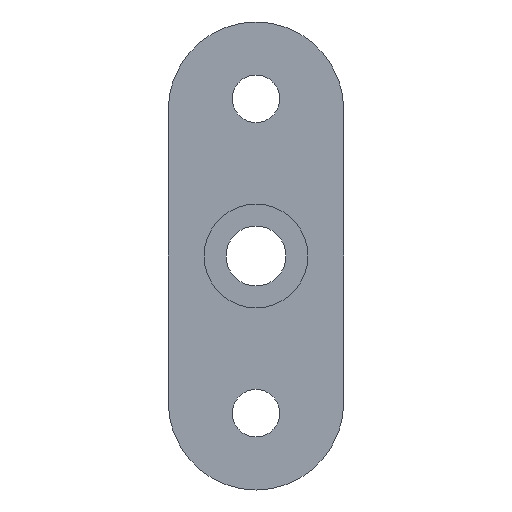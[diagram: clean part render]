
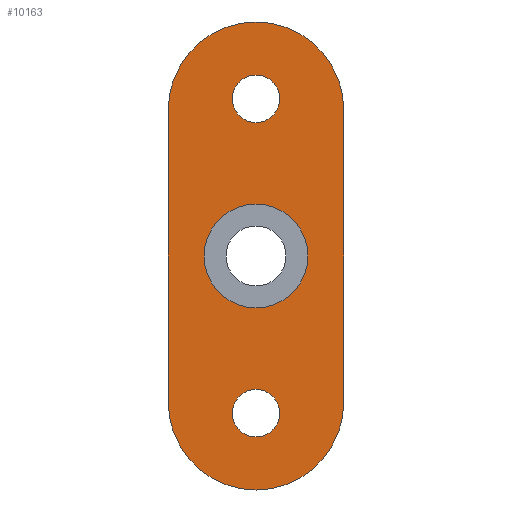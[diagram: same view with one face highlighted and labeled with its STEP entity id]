
A CAD part, front view. The second image highlights one B-rep face of the part: STEP entity #10163.
In plain terms, the highlighted planar face has unit normal (0, -1, 0).
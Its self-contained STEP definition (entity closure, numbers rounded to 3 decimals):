
#211 = EDGE_LOOP ( 'NONE', ( #9405, #10846 ) ) ;
#508 = CARTESIAN_POINT ( 'NONE',  ( 0., 0., -21.5 ) ) ;
#671 = AXIS2_PLACEMENT_3D ( 'NONE', #508, #8974, #7908 ) ;
#676 = CARTESIAN_POINT ( 'NONE',  ( 0., 0., 20. ) ) ;
#883 = EDGE_CURVE ( 'NONE', #12044, #10543, #7102, .T. ) ;
#1147 = CARTESIAN_POINT ( 'NONE',  ( -12., 0., 32. ) ) ;
#1204 = EDGE_CURVE ( 'NONE', #5329, #12044, #7593, .T. ) ;
#1585 = DIRECTION ( 'NONE',  ( 0., 0., 1. ) ) ;
#1807 = VERTEX_POINT ( 'NONE', #12611 ) ;
#1925 = CIRCLE ( 'NONE', #9899, 7.1 ) ;
#2043 = AXIS2_PLACEMENT_3D ( 'NONE', #11949, #12000, #13016 ) ;
#2051 = CARTESIAN_POINT ( 'NONE',  ( 0., 0., -7.1 ) ) ;
#2214 = EDGE_CURVE ( 'NONE', #1807, #10823, #13085, .T. ) ;
#2219 = FACE_BOUND ( 'NONE', #4334, .T. ) ;
#2221 = EDGE_LOOP ( 'NONE', ( #13528, #9126, #4703, #11720, #9027, #3537 ) ) ;
#2276 = DIRECTION ( 'NONE',  ( 0., 0., -1. ) ) ;
#2550 = FACE_BOUND ( 'NONE', #211, .T. ) ;
#2792 = DIRECTION ( 'NONE',  ( 0., -1., 0. ) ) ;
#2839 = EDGE_CURVE ( 'NONE', #10823, #1807, #3601, .T. ) ;
#3037 = AXIS2_PLACEMENT_3D ( 'NONE', #3754, #13187, #1585 ) ;
#3043 = AXIS2_PLACEMENT_3D ( 'NONE', #8582, #7536, #9639 ) ;
#3191 = CARTESIAN_POINT ( 'NONE',  ( 0., 0., -18.25 ) ) ;
#3456 = CARTESIAN_POINT ( 'NONE',  ( 0., 0., -20. ) ) ;
#3537 = ORIENTED_EDGE ( 'NONE', *, *, #9203, .T. ) ;
#3601 = CIRCLE ( 'NONE', #12583, 3.25 ) ;
#3659 = VERTEX_POINT ( 'NONE', #6805 ) ;
#3754 = CARTESIAN_POINT ( 'NONE',  ( 0., 0., 21.5 ) ) ;
#3894 = FACE_BOUND ( 'NONE', #5906, .T. ) ;
#4024 = CARTESIAN_POINT ( 'NONE',  ( 0., 0., 18.25 ) ) ;
#4317 = ORIENTED_EDGE ( 'NONE', *, *, #7405, .F. ) ;
#4334 = EDGE_LOOP ( 'NONE', ( #7879, #8061 ) ) ;
#4450 = DIRECTION ( 'NONE',  ( 0., 0., 1. ) ) ;
#4490 = AXIS2_PLACEMENT_3D ( 'NONE', #8752, #7575, #2276 ) ;
#4703 = ORIENTED_EDGE ( 'NONE', *, *, #7429, .F. ) ;
#4748 = VECTOR ( 'NONE', #7458, 1000. ) ;
#5000 = AXIS2_PLACEMENT_3D ( 'NONE', #3456, #8698, #4450 ) ;
#5064 = CARTESIAN_POINT ( 'NONE',  ( 0., 0., 0. ) ) ;
#5329 = VERTEX_POINT ( 'NONE', #9413 ) ;
#5617 = VERTEX_POINT ( 'NONE', #9671 ) ;
#5836 = VERTEX_POINT ( 'NONE', #12291 ) ;
#5906 = EDGE_LOOP ( 'NONE', ( #8055, #4317 ) ) ;
#5956 = DIRECTION ( 'NONE',  ( 0., 0., 1. ) ) ;
#5997 = CARTESIAN_POINT ( 'NONE',  ( 0., 0., -20. ) ) ;
#6091 = VERTEX_POINT ( 'NONE', #3191 ) ;
#6128 = DIRECTION ( 'NONE',  ( 0., -1., 0. ) ) ;
#6213 = FACE_OUTER_BOUND ( 'NONE', #2221, .T. ) ;
#6449 = CARTESIAN_POINT ( 'NONE',  ( 0., 0., -32. ) ) ;
#6538 = VERTEX_POINT ( 'NONE', #2051 ) ;
#6728 = VERTEX_POINT ( 'NONE', #7029 ) ;
#6805 = CARTESIAN_POINT ( 'NONE',  ( 0., 0., 7.1 ) ) ;
#6914 = CIRCLE ( 'NONE', #2043, 12. ) ;
#6977 = DIRECTION ( 'NONE',  ( 0., -1., 0. ) ) ;
#7029 = CARTESIAN_POINT ( 'NONE',  ( 12., 0., 20. ) ) ;
#7057 = CIRCLE ( 'NONE', #10978, 3.25 ) ;
#7102 = CIRCLE ( 'NONE', #8846, 12. ) ;
#7113 = DIRECTION ( 'NONE',  ( 0., 1., 0. ) ) ;
#7285 = DIRECTION ( 'NONE',  ( 0., 1., 0. ) ) ;
#7405 = EDGE_CURVE ( 'NONE', #3659, #6538, #11910, .T. ) ;
#7429 = EDGE_CURVE ( 'NONE', #6728, #10543, #11267, .T. ) ;
#7458 = DIRECTION ( 'NONE',  ( 0., 0., -1. ) ) ;
#7522 = DIRECTION ( 'NONE',  ( 0., 0., -1. ) ) ;
#7536 = DIRECTION ( 'NONE',  ( 0., 1., 0. ) ) ;
#7575 = DIRECTION ( 'NONE',  ( 0., -1., 0. ) ) ;
#7593 = CIRCLE ( 'NONE', #5000, 12. ) ;
#7879 = ORIENTED_EDGE ( 'NONE', *, *, #10308, .T. ) ;
#7908 = DIRECTION ( 'NONE',  ( 0., 0., 1. ) ) ;
#8055 = ORIENTED_EDGE ( 'NONE', *, *, #8518, .F. ) ;
#8061 = ORIENTED_EDGE ( 'NONE', *, *, #13148, .T. ) ;
#8518 = EDGE_CURVE ( 'NONE', #6538, #3659, #1925, .T. ) ;
#8582 = CARTESIAN_POINT ( 'NONE',  ( -12., 0., 32. ) ) ;
#8698 = DIRECTION ( 'NONE',  ( 0., -1., 0. ) ) ;
#8752 = CARTESIAN_POINT ( 'NONE',  ( 0., 0., 0. ) ) ;
#8843 = AXIS2_PLACEMENT_3D ( 'NONE', #676, #6977, #5956 ) ;
#8846 = AXIS2_PLACEMENT_3D ( 'NONE', #5997, #2792, #11359 ) ;
#8898 = EDGE_CURVE ( 'NONE', #6728, #9957, #6914, .T. ) ;
#8974 = DIRECTION ( 'NONE',  ( 0., 1., 0. ) ) ;
#9027 = ORIENTED_EDGE ( 'NONE', *, *, #10301, .T. ) ;
#9095 = DIRECTION ( 'NONE',  ( 0., 0., 1. ) ) ;
#9126 = ORIENTED_EDGE ( 'NONE', *, *, #883, .T. ) ;
#9203 = EDGE_CURVE ( 'NONE', #5836, #5329, #13224, .T. ) ;
#9231 = CARTESIAN_POINT ( 'NONE',  ( 12., 0., -20. ) ) ;
#9405 = ORIENTED_EDGE ( 'NONE', *, *, #2214, .T. ) ;
#9413 = CARTESIAN_POINT ( 'NONE',  ( -12., 0., -20. ) ) ;
#9528 = DIRECTION ( 'NONE',  ( 0., 0., 1. ) ) ;
#9594 = VECTOR ( 'NONE', #7522, 1000. ) ;
#9639 = DIRECTION ( 'NONE',  ( 0., 0., 1. ) ) ;
#9671 = CARTESIAN_POINT ( 'NONE',  ( 0., 0., -24.75 ) ) ;
#9899 = AXIS2_PLACEMENT_3D ( 'NONE', #5064, #6128, #10452 ) ;
#9957 = VERTEX_POINT ( 'NONE', #13314 ) ;
#10137 = CARTESIAN_POINT ( 'NONE',  ( 0., 0., -21.5 ) ) ;
#10163 = ADVANCED_FACE ( 'NONE', ( #2219, #2550, #3894, #6213 ), #11673, .F. ) ;
#10301 = EDGE_CURVE ( 'NONE', #9957, #5836, #11230, .T. ) ;
#10308 = EDGE_CURVE ( 'NONE', #6091, #5617, #7057, .T. ) ;
#10452 = DIRECTION ( 'NONE',  ( 0., 0., -1. ) ) ;
#10543 = VERTEX_POINT ( 'NONE', #9231 ) ;
#10670 = CARTESIAN_POINT ( 'NONE',  ( 0., 0., 21.5 ) ) ;
#10823 = VERTEX_POINT ( 'NONE', #4024 ) ;
#10846 = ORIENTED_EDGE ( 'NONE', *, *, #2839, .T. ) ;
#10978 = AXIS2_PLACEMENT_3D ( 'NONE', #10137, #7113, #9095 ) ;
#11006 = CIRCLE ( 'NONE', #671, 3.25 ) ;
#11230 = CIRCLE ( 'NONE', #8843, 12. ) ;
#11267 = LINE ( 'NONE', #11840, #9594 ) ;
#11359 = DIRECTION ( 'NONE',  ( 0., 0., 1. ) ) ;
#11673 = PLANE ( 'NONE',  #3043 ) ;
#11720 = ORIENTED_EDGE ( 'NONE', *, *, #8898, .T. ) ;
#11840 = CARTESIAN_POINT ( 'NONE',  ( 12., 0., 32. ) ) ;
#11910 = CIRCLE ( 'NONE', #4490, 7.1 ) ;
#11949 = CARTESIAN_POINT ( 'NONE',  ( 0., 0., 20. ) ) ;
#12000 = DIRECTION ( 'NONE',  ( 0., -1., 0. ) ) ;
#12044 = VERTEX_POINT ( 'NONE', #6449 ) ;
#12291 = CARTESIAN_POINT ( 'NONE',  ( -12., 0., 20. ) ) ;
#12583 = AXIS2_PLACEMENT_3D ( 'NONE', #10670, #7285, #9528 ) ;
#12611 = CARTESIAN_POINT ( 'NONE',  ( 0., 0., 24.75 ) ) ;
#13016 = DIRECTION ( 'NONE',  ( 0., 0., 1. ) ) ;
#13085 = CIRCLE ( 'NONE', #3037, 3.25 ) ;
#13148 = EDGE_CURVE ( 'NONE', #5617, #6091, #11006, .T. ) ;
#13187 = DIRECTION ( 'NONE',  ( 0., 1., 0. ) ) ;
#13224 = LINE ( 'NONE', #1147, #4748 ) ;
#13314 = CARTESIAN_POINT ( 'NONE',  ( 0., 0., 32. ) ) ;
#13528 = ORIENTED_EDGE ( 'NONE', *, *, #1204, .T. ) ;
